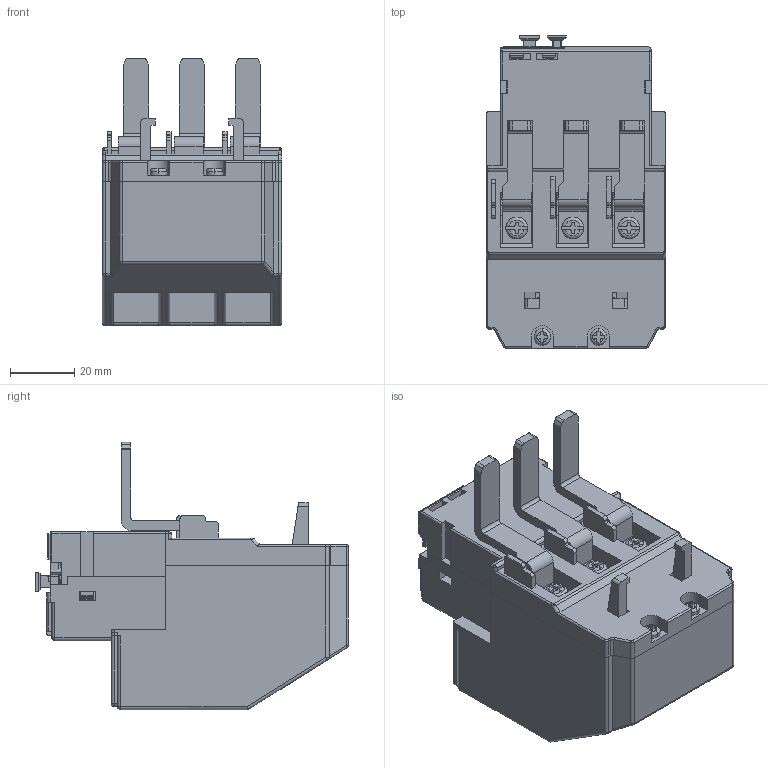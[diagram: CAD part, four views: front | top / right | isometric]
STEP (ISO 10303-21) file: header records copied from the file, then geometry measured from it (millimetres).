
FILE_DESCRIPTION((''),'2;1');
FILE_NAME('HCR6-65_ASSEMBLY_ASM','2022-07-20T17:16:27',('LESTER'),(''),'CREO PARAMETRIC BY PTC INC, 2018100','CREO PARAMETRIC BY PTC INC, 2018100','');
FILE_SCHEMA(('AUTOMOTIVE_DESIGN { 1 0 10303 214 1 1 1 1 }'));
Products named in the file (50): S_SCREW_M4__8__A_O; LEAD_WIRE_FOR_HCR6-65; 840233_PLATE__A_O; PRT0088; 840439_AA_TERMINAL__A_O; 840439_AA_TERMINAL_SET__A_O_ASM; 840924_BB_TERMINAL__A_O; 840425_TRIP_MOVING_PLATE__A_O; 840429_PIN__A_O_13; 841337_TRIP_STATIONARY_OLATE__A; 840442_PUSH_ROD_A_PLATE__A_O_13; 841338_TRIP_STATIONARY_SET__A_O_ASM; 840430_RESET_ROD__A_O; 841332_COMPENSATION_MOVING_PLAT; 841330-H_COMPENSATION_PLATE__A_; 841330-L_COMPENSATION_PLATE__A_; 841331_COMPENSATION_PIN__A_O; 841333_COMPENSATION_SET__A_O_ASM; 840434_M-A_SELECTOR__A_O; 840431_STOP_ROD__A_O; PRT0089_13; 840920_A_MOVING_CONTACT_PLATE__; 840919_A_MOVING_CONTACT_SET__A__ASM; 820127_MECHANISM_FRAME__A_O; 840426_PUSH_ROD_B_PLATE__A_O; 742027_CONTACT_TIP__A_O_15; 840922_B_MOVING_CONTACT_PLATE__; 840921_B_MOVING_CONTACT_SET__A__ASM; 840433_DIAL_LOCATING_PLATE__A_O; 644455_CONTACT_TIP__A_O; 840440_BA_TERMINAL__A_O; 840440_BA_TERMINAL_SET__A_O_ASM; 841340_DIAL_STOPPER__A_O; 840423_CONTACT_PUSH_ROD__A_O; 841339_DIAL__A_O; 840923_AB_TERMINAL__A_O; 841334_COMPENSATION_STATIONARY_; MECHANISM_FRAME_SET__A_O_ASM; 940042_SCREW_SET_M3_5X8__A_O; 841445_HEATER_PROP__A_O ...
Assembly tree (67 placements, depth 5):
  HCR6-65_ASSEMBLY_ASM
    S_SCREW_M4__8__A_O  x3
    LEAD_WIRE_FOR_HCR6-65  x3
    840233_PLATE__A_O
    MC_RHN-80_ASSEMBLY_941121_ASM
      MECHANISM_FRAME_SET__A_O_ASM
        840439_AA_TERMINAL_SET__A_O_ASM
          PRT0088
          840439_AA_TERMINAL__A_O
        840924_BB_TERMINAL__A_O
        840425_TRIP_MOVING_PLATE__A_O
        841338_TRIP_STATIONARY_SET__A_O_ASM
          840429_PIN__A_O_13  x2
          841337_TRIP_STATIONARY_OLATE__A
          840442_PUSH_ROD_A_PLATE__A_O_13
        840430_RESET_ROD__A_O
        841333_COMPENSATION_SET__A_O_ASM
          841332_COMPENSATION_MOVING_PLAT
          841330-H_COMPENSATION_PLATE__A_
          841330-L_COMPENSATION_PLATE__A_
          841331_COMPENSATION_PIN__A_O
        840434_M-A_SELECTOR__A_O
        840431_STOP_ROD__A_O
        840919_A_MOVING_CONTACT_SET__A__ASM
          PRT0089_13
          840920_A_MOVING_CONTACT_PLATE__
        820127_MECHANISM_FRAME__A_O
        840426_PUSH_ROD_B_PLATE__A_O
        840921_B_MOVING_CONTACT_SET__A__ASM
          742027_CONTACT_TIP__A_O_15
          840922_B_MOVING_CONTACT_PLATE__
        840433_DIAL_LOCATING_PLATE__A_O
        840440_BA_TERMINAL_SET__A_O_ASM
          644455_CONTACT_TIP__A_O
          840440_BA_TERMINAL__A_O
        841340_DIAL_STOPPER__A_O
        840423_CONTACT_PUSH_ROD__A_O
        841339_DIAL__A_O
        840923_AB_TERMINAL__A_O
        841334_COMPENSATION_STATIONARY_
      940042_SCREW_SET_M3_5X8__A_O  x4
      830907_HEATER_SET_ASM  x3
        841445_HEATER_PROP__A_O
      841449_SAFETY_COVER__A_O
      SP_SCREW_M3_5__7__A_O  x6
      TAP_SCREW_M3X10__A_O  x2
      841453_SU_SCREW_SET_M5X17__A_O  x3
      840436_SAFETY_COVER__A_O
      810057_TH_FRAME__A_O
    __FOR_HCR6-65_95__A_O
Bounding box: 56 x 97.5 x 83.4 mm (x, y, z)
Volume: 119484.7 mm3; surface area: 102153.1 mm2
Topology: 58 solids, 59 shells, 4390 faces, 12059 edges, 7808 vertices
Faces by surface type: plane 2967, cylinder 1162, bspline 101, cone 74, torus 39, sphere 38, extrusion 9
Entity records: 126931 total; most frequent: CARTESIAN_POINT 27490, ORIENTED_EDGE 18894, DIRECTION 18585, EDGE_CURVE 9447, VECTOR 7210, LINE 7201, VERTEX_POINT 6160, AXIS2_PLACEMENT_3D 5617
